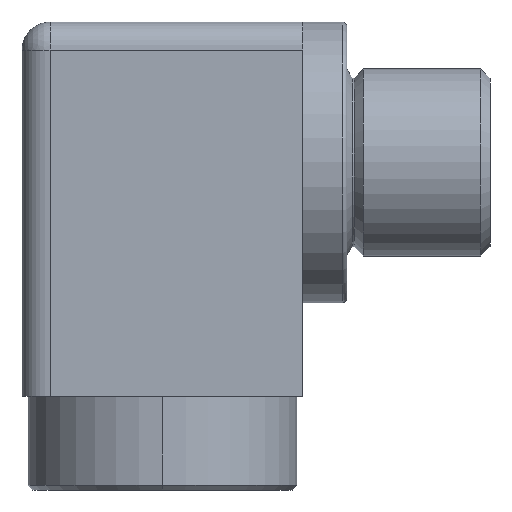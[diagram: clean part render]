
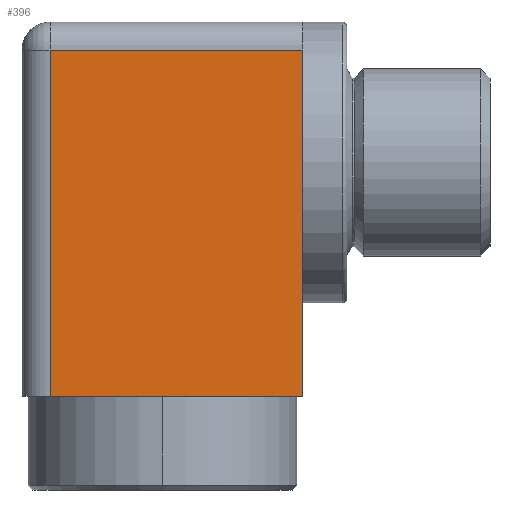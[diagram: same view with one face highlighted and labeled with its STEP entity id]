
A CAD part, left-side view. The second image highlights one B-rep face of the part: STEP entity #396.
In plain terms, the highlighted planar face has unit normal (-1, 0, 0).
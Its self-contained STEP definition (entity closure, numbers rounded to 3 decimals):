
#1 = VERTEX_POINT ( 'NONE', #1124 ) ;
#42 = CARTESIAN_POINT ( 'NONE',  ( 0., 13.925, 7.862 ) ) ;
#142 = EDGE_CURVE ( 'NONE', #567, #631, #909, .T. ) ;
#173 = CARTESIAN_POINT ( 'NONE',  ( 0., 13.925, -22.138 ) ) ;
#185 = EDGE_LOOP ( 'NONE', ( #1523, #825, #703, #1549, #660 ) ) ;
#270 = DIRECTION ( 'NONE',  ( 0., 1., 0. ) ) ;
#271 = LINE ( 'NONE', #847, #551 ) ;
#284 = CARTESIAN_POINT ( 'NONE',  ( 0., 40.925, -17.138 ) ) ;
#367 = VECTOR ( 'NONE', #942, 1000. ) ;
#390 = FACE_OUTER_BOUND ( 'NONE', #185, .T. ) ;
#396 = ADVANCED_FACE ( 'NONE', ( #390 ), #1110, .T. ) ;
#508 = AXIS2_PLACEMENT_3D ( 'NONE', #704, #989, #1237 ) ;
#543 = VECTOR ( 'NONE', #1265, 1000. ) ;
#551 = VECTOR ( 'NONE', #1219, 1000. ) ;
#567 = VERTEX_POINT ( 'NONE', #42 ) ;
#631 = VERTEX_POINT ( 'NONE', #1443 ) ;
#660 = ORIENTED_EDGE ( 'NONE', *, *, #880, .F. ) ;
#703 = ORIENTED_EDGE ( 'NONE', *, *, #950, .F. ) ;
#704 = CARTESIAN_POINT ( 'NONE',  ( 0., 43.925, 22.862 ) ) ;
#825 = ORIENTED_EDGE ( 'NONE', *, *, #946, .T. ) ;
#847 = CARTESIAN_POINT ( 'NONE',  ( 0., 43.925, -17.138 ) ) ;
#880 = EDGE_CURVE ( 'NONE', #1, #567, #1382, .T. ) ;
#909 = LINE ( 'NONE', #173, #367 ) ;
#932 = VERTEX_POINT ( 'NONE', #1660 ) ;
#942 = DIRECTION ( 'NONE',  ( 0., 0., -1. ) ) ;
#946 = EDGE_CURVE ( 'NONE', #932, #1564, #1225, .T. ) ;
#950 = EDGE_CURVE ( 'NONE', #631, #1564, #271, .T. ) ;
#963 = EDGE_CURVE ( 'NONE', #1, #932, #1204, .T. ) ;
#967 = CARTESIAN_POINT ( 'NONE',  ( 0., 40.925, -17.138 ) ) ;
#984 = VECTOR ( 'NONE', #1401, 1000. ) ;
#989 = DIRECTION ( 'NONE',  ( -1., 0., 0. ) ) ;
#1110 = PLANE ( 'NONE',  #508 ) ;
#1124 = CARTESIAN_POINT ( 'NONE',  ( 0., 13.925, 19.862 ) ) ;
#1204 = LINE ( 'NONE', #1507, #1630 ) ;
#1219 = DIRECTION ( 'NONE',  ( 0., 1., 0. ) ) ;
#1225 = LINE ( 'NONE', #967, #543 ) ;
#1237 = DIRECTION ( 'NONE',  ( 0., 0., 1. ) ) ;
#1265 = DIRECTION ( 'NONE',  ( 0., 0., -1. ) ) ;
#1382 = LINE ( 'NONE', #1539, #984 ) ;
#1401 = DIRECTION ( 'NONE',  ( 0., 0., -1. ) ) ;
#1443 = CARTESIAN_POINT ( 'NONE',  ( 0., 13.925, -17.138 ) ) ;
#1507 = CARTESIAN_POINT ( 'NONE',  ( 0., 43.925, 19.862 ) ) ;
#1523 = ORIENTED_EDGE ( 'NONE', *, *, #963, .T. ) ;
#1539 = CARTESIAN_POINT ( 'NONE',  ( 0., 13.925, 22.862 ) ) ;
#1549 = ORIENTED_EDGE ( 'NONE', *, *, #142, .F. ) ;
#1564 = VERTEX_POINT ( 'NONE', #284 ) ;
#1630 = VECTOR ( 'NONE', #270, 1000. ) ;
#1660 = CARTESIAN_POINT ( 'NONE',  ( 0., 40.925, 19.862 ) ) ;
